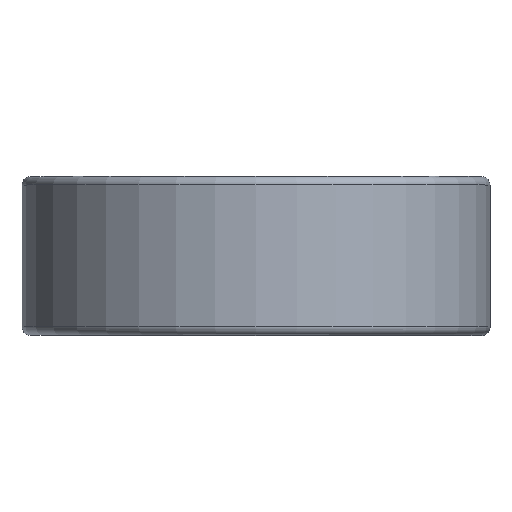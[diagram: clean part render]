
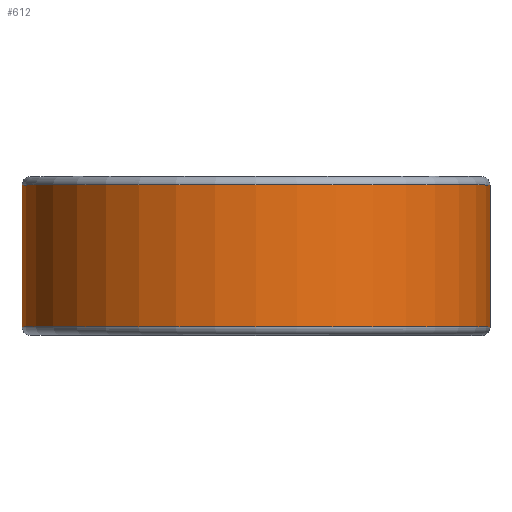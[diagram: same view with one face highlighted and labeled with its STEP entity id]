
A CAD part, top view. The second image highlights one B-rep face of the part: STEP entity #612.
In plain terms, the highlighted cylindrical face has radius 21.057 mm (diameter 42.113 mm), a partial arc.
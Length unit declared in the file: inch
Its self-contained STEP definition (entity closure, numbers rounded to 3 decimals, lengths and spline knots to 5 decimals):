
#91 = EDGE_CURVE ( 'NONE', #2054, #1532, #656, .T. ) ;
#161 = EDGE_CURVE ( 'NONE', #1314, #871, #1026, .T. ) ;
#209 = EDGE_CURVE ( 'NONE', #1532, #871, #1024, .T. ) ;
#361 = VECTOR ( 'NONE', #2199, 39.37008 ) ;
#482 = EDGE_LOOP ( 'NONE', ( #1731, #744, #683, #2045 ) ) ;
#550 = CYLINDRICAL_SURFACE ( 'NONE', #1285, 0.829 ) ;
#598 = DIRECTION ( 'NONE',  ( 0., -1., 0. ) ) ;
#600 = AXIS2_PLACEMENT_3D ( 'NONE', #2030, #2296, #2212 ) ;
#612 = ADVANCED_FACE ( 'NONE', ( #1507 ), #550, .T. ) ;
#642 = AXIS2_PLACEMENT_3D ( 'NONE', #1782, #598, #1992 ) ;
#656 = CIRCLE ( 'NONE', #642, 0.829 ) ;
#683 = ORIENTED_EDGE ( 'NONE', *, *, #209, .F. ) ;
#744 = ORIENTED_EDGE ( 'NONE', *, *, #161, .T. ) ;
#838 = CARTESIAN_POINT ( 'NONE',  ( 0., 0.25125, -0.829 ) ) ;
#871 = VERTEX_POINT ( 'NONE', #1404 ) ;
#1024 = LINE ( 'NONE', #838, #1061 ) ;
#1026 = CIRCLE ( 'NONE', #600, 0.829 ) ;
#1061 = VECTOR ( 'NONE', #1428, 39.37008 ) ;
#1267 = EDGE_CURVE ( 'NONE', #2054, #1314, #1864, .T. ) ;
#1285 = AXIS2_PLACEMENT_3D ( 'NONE', #2085, #2460, #2093 ) ;
#1314 = VERTEX_POINT ( 'NONE', #2027 ) ;
#1404 = CARTESIAN_POINT ( 'NONE',  ( 0., 0.25125, -0.829 ) ) ;
#1428 = DIRECTION ( 'NONE',  ( 0., 1., 0. ) ) ;
#1507 = FACE_OUTER_BOUND ( 'NONE', #482, .T. ) ;
#1532 = VERTEX_POINT ( 'NONE', #2258 ) ;
#1731 = ORIENTED_EDGE ( 'NONE', *, *, #1267, .T. ) ;
#1782 = CARTESIAN_POINT ( 'NONE',  ( 0., -0.25125, 0. ) ) ;
#1802 = CARTESIAN_POINT ( 'NONE',  ( 0.829, -0.25125, 0. ) ) ;
#1864 = LINE ( 'NONE', #2012, #361 ) ;
#1992 = DIRECTION ( 'NONE',  ( 0., 0., -1. ) ) ;
#2012 = CARTESIAN_POINT ( 'NONE',  ( 0.829, 0.25125, 0. ) ) ;
#2027 = CARTESIAN_POINT ( 'NONE',  ( 0.829, 0.25125, 0. ) ) ;
#2030 = CARTESIAN_POINT ( 'NONE',  ( 0., 0.25125, 0. ) ) ;
#2045 = ORIENTED_EDGE ( 'NONE', *, *, #91, .F. ) ;
#2054 = VERTEX_POINT ( 'NONE', #1802 ) ;
#2085 = CARTESIAN_POINT ( 'NONE',  ( 0., 0.25, 0. ) ) ;
#2093 = DIRECTION ( 'NONE',  ( 0., 0., -1. ) ) ;
#2199 = DIRECTION ( 'NONE',  ( 0., 1., 0. ) ) ;
#2212 = DIRECTION ( 'NONE',  ( 0., 0., -1. ) ) ;
#2258 = CARTESIAN_POINT ( 'NONE',  ( 0., -0.25125, -0.829 ) ) ;
#2296 = DIRECTION ( 'NONE',  ( 0., -1., 0. ) ) ;
#2460 = DIRECTION ( 'NONE',  ( 0., -1., 0. ) ) ;
